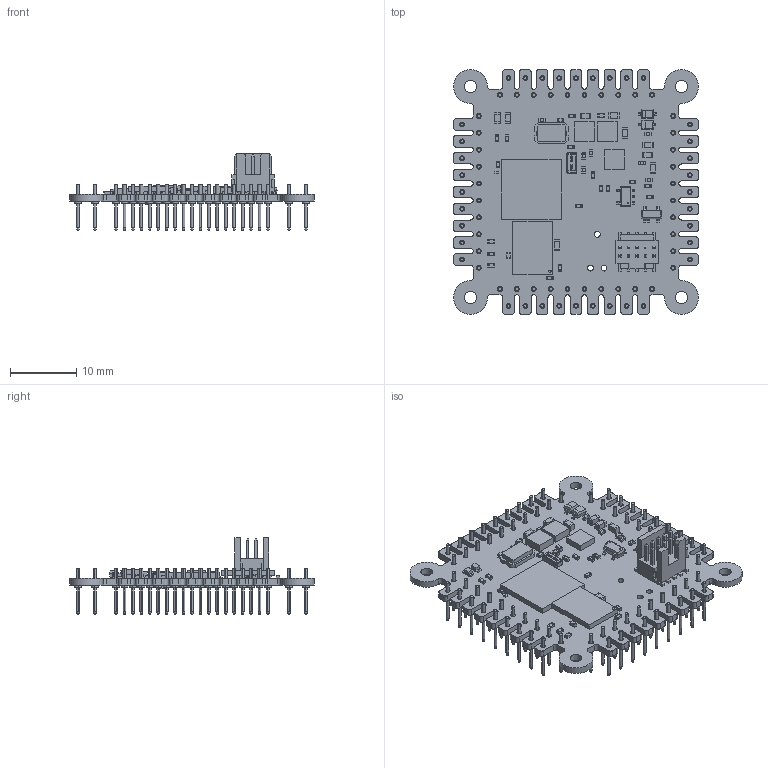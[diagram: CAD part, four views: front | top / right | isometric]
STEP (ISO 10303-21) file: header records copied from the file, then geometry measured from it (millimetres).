
FILE_DESCRIPTION(('Open CASCADE Model'),'2;1');
FILE_NAME('Open CASCADE Shape Model','2023-01-14T19:57:25',('Author'),( 'Open CASCADE'),'Open CASCADE STEP processor 7.5','Open CASCADE 7.5' ,'Unknown');
FILE_SCHEMA(('AUTOMOTIVE_DESIGN { 1 0 10303 214 1 1 1 1 }'));
Length unit declared in the file: millimetre
Products named in the file (238): PCB; Board; Open CASCADE STEP translator 7.5 1.1.1; R22; 6839564176; Mid_Body; Terminal; Open CASCADE STEP translator 6.8 15.2.1; Mark; T58; mill-max-5421-0-00-15-00-00-03-0; U3; ct-sot-23-5; R21; 6839564416; R9; 6839564256; U6; 6839564576; X1; User Library-Siward_SX3215; 7188124144; Extruded; C45; User Library-cap_0402; C44; R20; R19; D4; 7188128144; 7188127904; 7188127744; 7188127584; D3; 7188127104; J2; FTSH-105-01-X-DV-K-A; T76; T75; T74 ...
Assembly tree (378 placements, depth 5):
  PCB
    Board
      Open CASCADE STEP translator 7.5 1.1.1
    R22
      6839564176
        Mid_Body
        Terminal  x2
          Open CASCADE STEP translator 6.8 15.2.1
        Mark
    T58
      mill-max-5421-0-00-15-00-00-03-0
    U3
      ct-sot-23-5
    R21
      6839564416
        Mid_Body
        Terminal  x2
          Open CASCADE STEP translator 6.8 15.2.1
        Mark
    R9
      6839564256
        Mid_Body
        Terminal  x2
          Open CASCADE STEP translator 6.8 15.2.1
        Mark
    U6
      6839564576
    X1
      User Library-Siward_SX3215
      7188124144
        Extruded
    C45
      User Library-cap_0402
    C44
      User Library-cap_0402
    R20
      6839564416
        Mid_Body
        Terminal  x2
          Open CASCADE STEP translator 6.8 15.2.1
        Mark
    R19
      6839564416
        Mid_Body
        Terminal  x2
          Open CASCADE STEP translator 6.8 15.2.1
        Mark
    D4
      7188128144  x2
        Extruded
      7188127904
        Extruded
      7188127744
        Extruded
      7188127584  x2
        Extruded
    D3
      7188128144  x2
        Extruded
      7188127904
Bounding box: 36.83 x 36.83 x 11.55 mm (x, y, z)
Volume: 1595.6 mm3; surface area: 4860.5 mm2
Topology: 314 solids, 314 shells, 4307 faces, 9774 edges, 6010 vertices
Faces by surface type: plane 2393, cylinder 1398, sphere 298, cone 152, bspline 54, torus 12
Full cylindrical faces by diameter (mm): 0.712 x76, 0.888 x3, 1.016 x2, 1.778 x4
Entity records: 54851 total; most frequent: CARTESIAN_POINT 11539, DIRECTION 7841, ORIENTED_EDGE 7160, EDGE_CURVE 3580, AXIS2_PLACEMENT_3D 2700, LINE 2441, VECTOR 2441, VERTEX_POINT 2340
